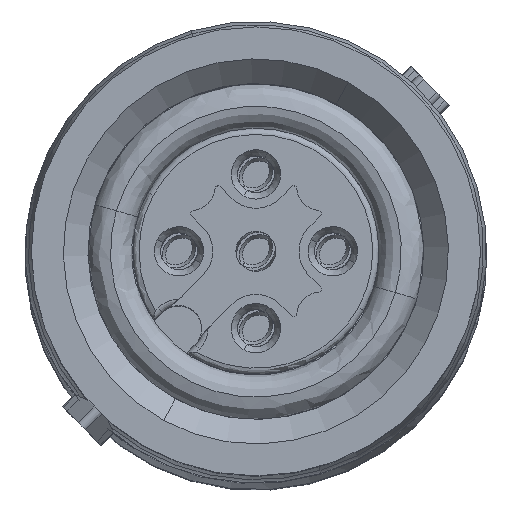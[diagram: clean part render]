
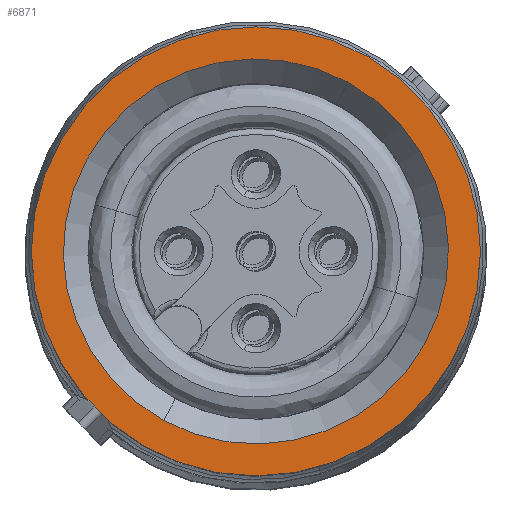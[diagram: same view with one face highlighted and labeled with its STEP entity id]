
A CAD part, top view. The second image highlights one B-rep face of the part: STEP entity #6871.
In plain terms, the highlighted planar face has unit normal (0, 0, 1).
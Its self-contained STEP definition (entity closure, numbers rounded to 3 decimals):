
#6718=AXIS2_PLACEMENT_3D('Circle Axis2P3D',#6716,#6717,$) ;
#6754=AXIS2_PLACEMENT_3D('Circle Axis2P3D',#6752,#6753,$) ;
#6847=AXIS2_PLACEMENT_3D('Plane Axis2P3D',#6844,#6845,#6846) ;
#6851=AXIS2_PLACEMENT_3D('Circle Axis2P3D',#6849,#6850,$) ;
#6860=AXIS2_PLACEMENT_3D('Circle Axis2P3D',#6858,#6859,$) ;
#6716=CARTESIAN_POINT('Axis2P3D Location',(7.5,7.5,175.561)) ;
#6720=CARTESIAN_POINT('Vertex',(10.501,12.994,175.561)) ;
#6722=CARTESIAN_POINT('Vertex',(4.499,2.006,175.561)) ;
#6752=CARTESIAN_POINT('Axis2P3D Location',(7.5,7.5,175.561)) ;
#6844=CARTESIAN_POINT('Axis2P3D Location',(0.75,7.5,175.561)) ;
#6849=CARTESIAN_POINT('Axis2P3D Location',(7.5,7.5,175.561)) ;
#6853=CARTESIAN_POINT('Vertex',(0.2,7.5,175.561)) ;
#6855=CARTESIAN_POINT('Vertex',(14.8,7.5,175.561)) ;
#6858=CARTESIAN_POINT('Axis2P3D Location',(7.5,7.5,175.561)) ;
#6717=DIRECTION('Axis2P3D Direction',(0.,0.,1.)) ;
#6753=DIRECTION('Axis2P3D Direction',(0.,0.,1.)) ;
#6845=DIRECTION('Axis2P3D Direction',(0.,0.,1.)) ;
#6846=DIRECTION('Axis2P3D XDirection',(0.,-1.,0.)) ;
#6850=DIRECTION('Axis2P3D Direction',(0.,0.,1.)) ;
#6859=DIRECTION('Axis2P3D Direction',(0.,0.,1.)) ;
#6864=ORIENTED_EDGE('',*,*,#6857,.T.) ;
#6865=ORIENTED_EDGE('',*,*,#6862,.T.) ;
#6868=ORIENTED_EDGE('',*,*,#6724,.F.) ;
#6869=ORIENTED_EDGE('',*,*,#6756,.F.) ;
#6870=FACE_BOUND('',#6867,.T.) ;
#6871=ADVANCED_FACE('Hauptk\X2\00F6\X0\rper',(#6866,#6870),#6848,.T.) ;
#6719=CIRCLE('generated circle',#6718,6.26) ;
#6755=CIRCLE('generated circle',#6754,6.26) ;
#6852=CIRCLE('generated circle',#6851,7.3) ;
#6861=CIRCLE('generated circle',#6860,7.3) ;
#6724=EDGE_CURVE('',#6721,#6723,#6719,.T.) ;
#6756=EDGE_CURVE('',#6723,#6721,#6755,.T.) ;
#6857=EDGE_CURVE('',#6854,#6856,#6852,.T.) ;
#6862=EDGE_CURVE('',#6856,#6854,#6861,.T.) ;
#6863=EDGE_LOOP('',(#6864,#6865)) ;
#6867=EDGE_LOOP('',(#6868,#6869)) ;
#6866=FACE_OUTER_BOUND('',#6863,.T.) ;
#6848=PLANE('',#6847) ;
#6721=VERTEX_POINT('',#6720) ;
#6723=VERTEX_POINT('',#6722) ;
#6854=VERTEX_POINT('',#6853) ;
#6856=VERTEX_POINT('',#6855) ;
